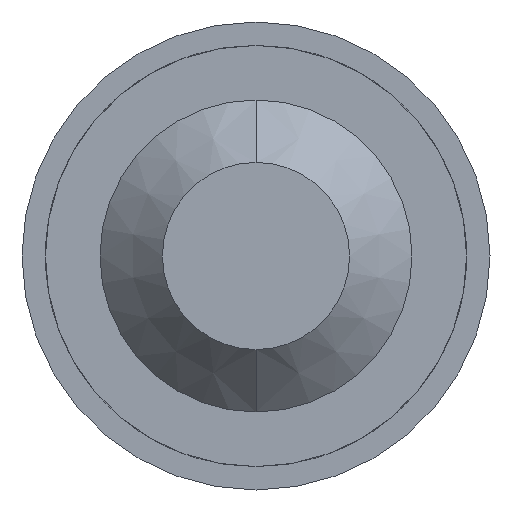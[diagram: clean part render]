
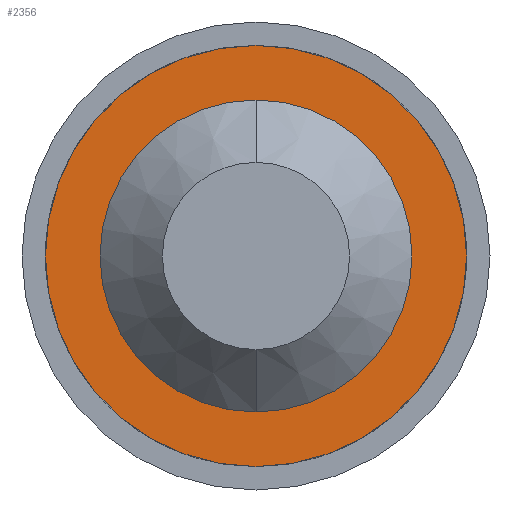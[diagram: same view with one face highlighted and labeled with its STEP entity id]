
A CAD part, front view. The second image highlights one B-rep face of the part: STEP entity #2356.
In plain terms, the highlighted planar face has unit normal (0, -1, 0).
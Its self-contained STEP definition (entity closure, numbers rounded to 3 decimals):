
#91 = CARTESIAN_POINT ( 'NONE',  ( 0., 12., -0.675 ) ) ;
#259 = DIRECTION ( 'NONE',  ( 0., -1., 0. ) ) ;
#333 = AXIS2_PLACEMENT_3D ( 'NONE', #1454, #836, #2064 ) ;
#531 = CIRCLE ( 'NONE', #333, 0.675 ) ;
#708 = CARTESIAN_POINT ( 'NONE',  ( 0.5, 12., 0. ) ) ;
#836 = DIRECTION ( 'NONE',  ( 0., -1., 0. ) ) ;
#929 = VERTEX_POINT ( 'NONE', #2283 ) ;
#1008 = EDGE_LOOP ( 'NONE', ( #3816, #2113 ) ) ;
#1063 = CIRCLE ( 'NONE', #3675, 0.675 ) ;
#1065 = VERTEX_POINT ( 'NONE', #91 ) ;
#1454 = CARTESIAN_POINT ( 'NONE',  ( 0., 12., 0. ) ) ;
#1606 = VERTEX_POINT ( 'NONE', #3215 ) ;
#1712 = CIRCLE ( 'NONE', #3074, 0.5 ) ;
#1797 = DIRECTION ( 'NONE',  ( 0., 0., -1. ) ) ;
#1892 = CARTESIAN_POINT ( 'NONE',  ( 0., 12., 0.675 ) ) ;
#1907 = AXIS2_PLACEMENT_3D ( 'NONE', #2622, #3856, #2929 ) ;
#2002 = PLANE ( 'NONE',  #3733 ) ;
#2031 = VERTEX_POINT ( 'NONE', #1892 ) ;
#2035 = CIRCLE ( 'NONE', #1907, 0.5 ) ;
#2064 = DIRECTION ( 'NONE',  ( 0., 0., -1. ) ) ;
#2113 = ORIENTED_EDGE ( 'NONE', *, *, #3169, .T. ) ;
#2195 = ORIENTED_EDGE ( 'NONE', *, *, #3141, .F. ) ;
#2226 = EDGE_LOOP ( 'NONE', ( #3180, #2195 ) ) ;
#2283 = CARTESIAN_POINT ( 'NONE',  ( 0., 12., -0.5 ) ) ;
#2356 = ADVANCED_FACE ( 'Defeature ausgef�hrt2_4', ( #3805, #3233 ), #2002, .T. ) ;
#2622 = CARTESIAN_POINT ( 'NONE',  ( 0., 12., 0. ) ) ;
#2729 = DIRECTION ( 'NONE',  ( 0., -1., 0. ) ) ;
#2840 = EDGE_CURVE ( 'Defeature ausgef�hrt2_2+Defeature ausgef�hrt2_4+Defeature ausgef�hrt2_4+Defeature ausgef�hrt2_4', #929, #1606, #1712, .T. ) ;
#2929 = DIRECTION ( 'NONE',  ( 0., 0., -1. ) ) ;
#3074 = AXIS2_PLACEMENT_3D ( 'NONE', #3359, #259, #3933 ) ;
#3141 = EDGE_CURVE ( 'Defeature ausgef�hrt2_2+Defeature ausgef�hrt2_4+Defeature ausgef�hrt2_4+Defeature ausgef�hrt2_4', #1606, #929, #2035, .T. ) ;
#3169 = EDGE_CURVE ( 'Defeature ausgef�hrt2_4+Defeature ausgef�hrt2_5+Defeature ausgef�hrt2_5+Defeature ausgef�hrt2_5', #2031, #1065, #531, .T. ) ;
#3180 = ORIENTED_EDGE ( 'NONE', *, *, #2840, .F. ) ;
#3215 = CARTESIAN_POINT ( 'NONE',  ( 0., 12., 0.5 ) ) ;
#3223 = EDGE_CURVE ( 'Defeature ausgef�hrt2_4+Defeature ausgef�hrt2_5+Defeature ausgef�hrt2_5+Defeature ausgef�hrt2_5', #1065, #2031, #1063, .T. ) ;
#3233 = FACE_BOUND ( 'NONE', #2226, .T. ) ;
#3252 = DIRECTION ( 'NONE',  ( 0., 0., -1. ) ) ;
#3319 = CARTESIAN_POINT ( 'NONE',  ( 0., 12., 0. ) ) ;
#3359 = CARTESIAN_POINT ( 'NONE',  ( 0., 12., 0. ) ) ;
#3675 = AXIS2_PLACEMENT_3D ( 'NONE', #3319, #2729, #1797 ) ;
#3733 = AXIS2_PLACEMENT_3D ( 'NONE', #708, #3847, #3252 ) ;
#3805 = FACE_OUTER_BOUND ( 'NONE', #1008, .T. ) ;
#3816 = ORIENTED_EDGE ( 'NONE', *, *, #3223, .T. ) ;
#3847 = DIRECTION ( 'NONE',  ( 0., -1., 0. ) ) ;
#3856 = DIRECTION ( 'NONE',  ( 0., -1., 0. ) ) ;
#3933 = DIRECTION ( 'NONE',  ( 0., 0., -1. ) ) ;
